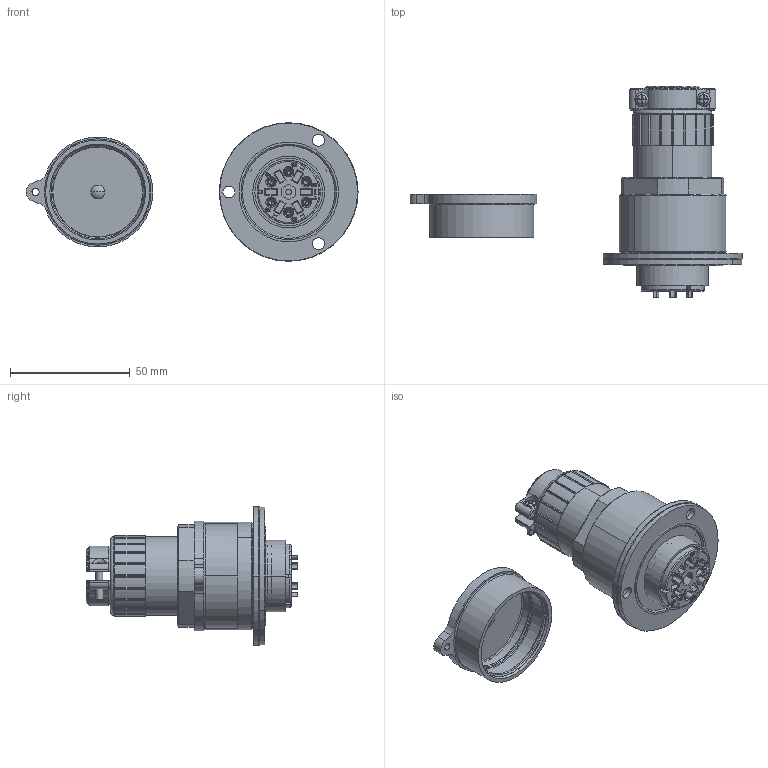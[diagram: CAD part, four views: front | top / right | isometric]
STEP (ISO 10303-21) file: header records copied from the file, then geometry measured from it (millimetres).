
FILE_DESCRIPTION((''),'2;1');
FILE_NAME('ASM0017_ASM','2024-04-09T',('13001'),(''),'PRO/ENGINEER BY PARAMETRIC TECHNOLOGY CORPORATION, 2012480','PRO/ENGINEER BY PARAMETRIC TECHNOLOGY CORPORATION, 2012480','');
FILE_SCHEMA(('CONFIG_CONTROL_DESIGN'));
Products named in the file (4): 3D_1690063131001_HY-PZ3006-S01E; 3D_1690064231001_HY-PT3006-S01E; 3D_2690000009002_HY-Z30-CV_V1_0; ASM0017_ASM
Assembly tree (3 placements, depth 2):
  ASM0017_ASM
    3D_1690063131001_HY-PZ3006-S01E
    3D_1690064231001_HY-PT3006-S01E
    3D_2690000009002_HY-Z30-CV_V1_0
Bounding box: 138.86 x 88.57 x 58 mm (x, y, z)
Volume: 91282.4 mm3; surface area: 68853.4 mm2
Topology: 3 solids, 3 shells, 3328 faces, 10689 edges, 7002 vertices
Faces by surface type: plane 1469, cylinder 880, cone 373, extrusion 295, bspline 172, sphere 70, torus 69
Entity records: 159349 total; most frequent: CARTESIAN_POINT 68029, ORIENTED_EDGE 21170, DIRECTION 16689, EDGE_CURVE 10585, VERTEX_POINT 7002, VECTOR 5635, AXIS2_PLACEMENT_3D 5527, LINE 5340
